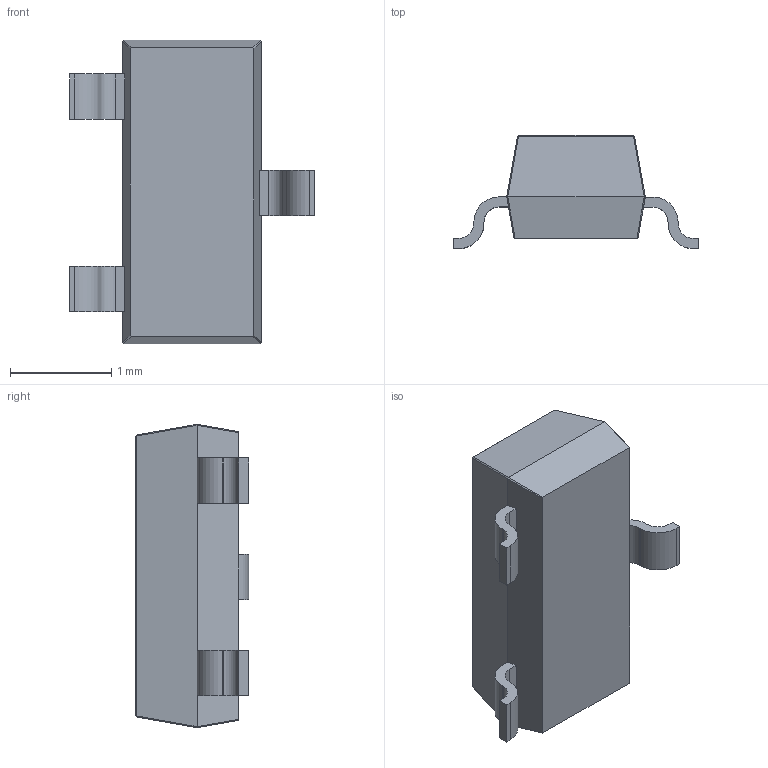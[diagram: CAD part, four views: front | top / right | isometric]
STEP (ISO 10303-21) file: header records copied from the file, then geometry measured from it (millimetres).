
FILE_DESCRIPTION ( ( 'STEP AP214' ), '1' );
FILE_NAME ( 'MMBT3904.STEP', '', ( '' ), ( '' ), '', '', '' );
FILE_SCHEMA (( 'AUTOMOTIVE_DESIGN' ));
Length unit declared in the file: millimetre
Products named in the file (1): MMBT3904
Bounding box: 2.42 x 1.12 x 3 mm (x, y, z)
Volume: 3.9 mm3; surface area: 18.2 mm2
Topology: 4 solids, 4 shells, 121 faces, 312 edges, 204 vertices
Faces by surface type: plane 98, cylinder 12, bspline 11
Entity records: 5504 total; most frequent: CARTESIAN_POINT 1257, ORIENTED_EDGE 624, DIRECTION 536, EDGE_CURVE 312, LINE 266, VECTOR 266, VERTEX_POINT 204, AXIS2_PLACEMENT_3D 135
